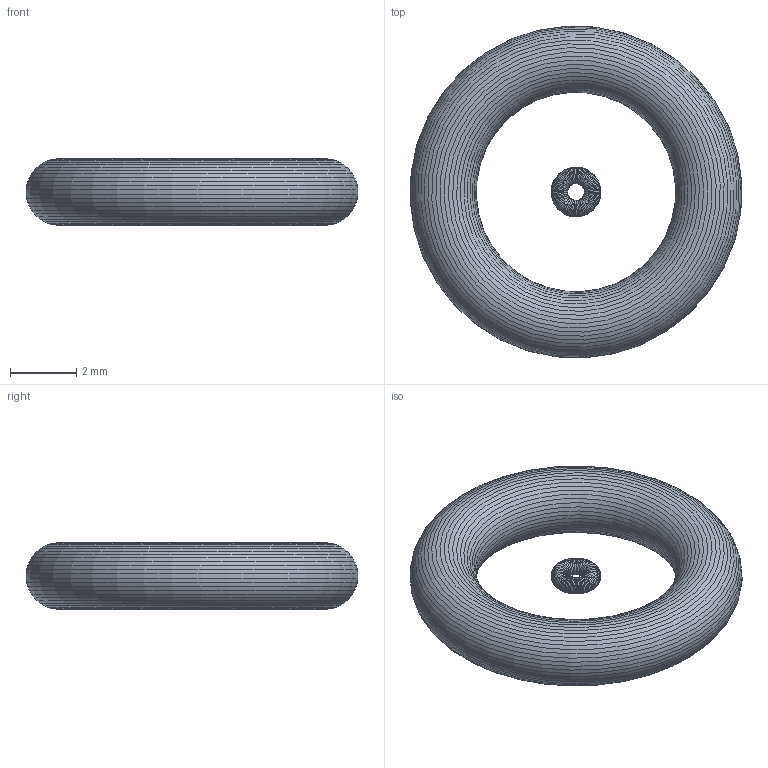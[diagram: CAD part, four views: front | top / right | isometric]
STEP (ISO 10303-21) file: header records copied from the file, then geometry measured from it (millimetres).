
FILE_DESCRIPTION(('Open CASCADE Model'),'2;1');
FILE_NAME('Open CASCADE Shape Model','2022-01-04T17:44:47',('Author'),( 'Open CASCADE'),'Open CASCADE STEP processor 7.4','Open CASCADE 7.4' ,'Unknown');
FILE_SCHEMA(('AUTOMOTIVE_DESIGN { 1 0 10303 214 1 1 1 1 }'));
Length unit declared in the file: millimetre
Products named in the file (3): Open CASCADE STEP translator 7.4 1; Test_Metadata_outer; Test_Metadata_inner
Bounding box: 9.98 x 9.98 x 2 mm (x, y, z)
Volume: 79.4 mm3; surface area: 162.7 mm2
Topology: 2 solids, 2 shells, 98 faces, 196 edges, 98 vertices
Faces by surface type: cone 96, cylinder 2
Full cylindrical faces by diameter (mm): 1.499 x1, 9.996 x1
Entity records: 5060 total; most frequent: DIRECTION 884, CARTESIAN_POINT 785, LINE 490, VECTOR 490, ORIENTED_EDGE 392, PCURVE 392, DEFINITIONAL_REPRESENTATION 392, AXIS2_PLACEMENT_3D 197
